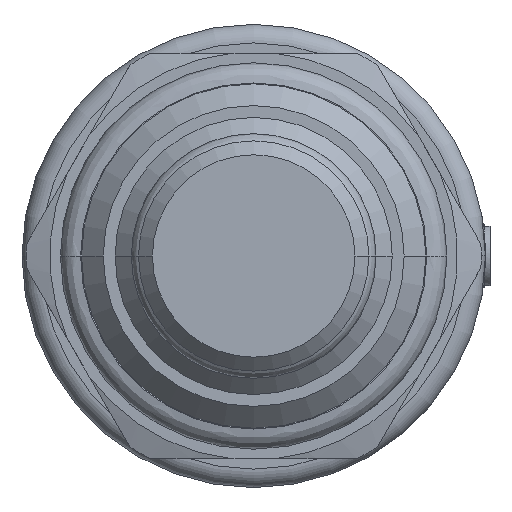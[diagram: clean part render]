
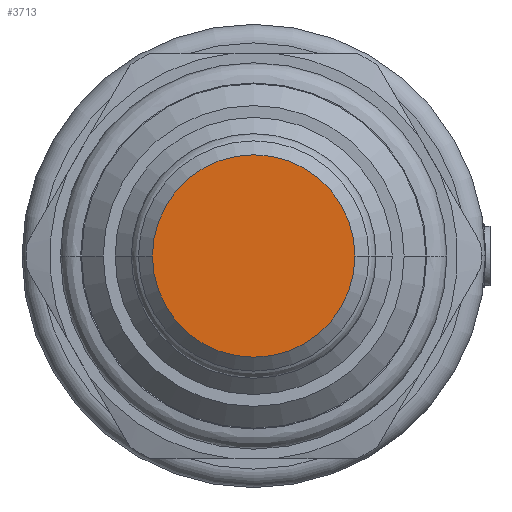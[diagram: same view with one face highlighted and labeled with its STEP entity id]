
A CAD part, front view. The second image highlights one B-rep face of the part: STEP entity #3713.
In plain terms, the highlighted planar face has unit normal (0, -1, 0).
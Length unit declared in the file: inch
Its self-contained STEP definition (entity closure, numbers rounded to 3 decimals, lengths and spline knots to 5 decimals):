
#1369=CARTESIAN_POINT('',(0.,-1.091,0.));
#1370=DIRECTION('',(0.,1.,0.));
#1371=DIRECTION('',(-1.,0.,0.));
#1372=AXIS2_PLACEMENT_3D('',#1369,#1370,#1371);
#1387=CARTESIAN_POINT('',(0.,-1.091,0.));
#1388=DIRECTION('',(0.,1.,0.));
#1389=DIRECTION('',(1.,0.,0.));
#1390=AXIS2_PLACEMENT_3D('',#1387,#1388,#1389);
#1819=CARTESIAN_POINT('',(0.2185,-1.091,0.));
#1820=CARTESIAN_POINT('',(-0.2185,-1.091,0.));
#1821=VERTEX_POINT('',#1819);
#1822=VERTEX_POINT('',#1820);
#3703=CARTESIAN_POINT('',(0.,-1.091,0.));
#3704=DIRECTION('',(0.,1.,0.));
#3705=DIRECTION('',(1.,0.,0.));
#3706=AXIS2_PLACEMENT_3D('',#3703,#3704,#3705);
#3707=PLANE('',#3706);
#3709=ORIENTED_EDGE('',*,*,#3708,.T.);
#3710=ORIENTED_EDGE('',*,*,#3693,.T.);
#3711=EDGE_LOOP('',(#3709,#3710));
#3712=FACE_OUTER_BOUND('',#3711,.F.);
#3713=ADVANCED_FACE('',(#3712),#3707,.F.);
#1373=CIRCLE('',#1372,0.2185);
#1391=CIRCLE('',#1390,0.2185);
#3693=EDGE_CURVE('',#1822,#1821,#1373,.T.);
#3708=EDGE_CURVE('',#1821,#1822,#1391,.T.);
